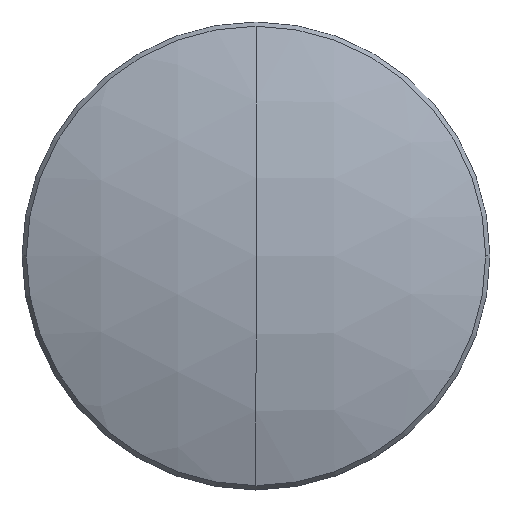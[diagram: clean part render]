
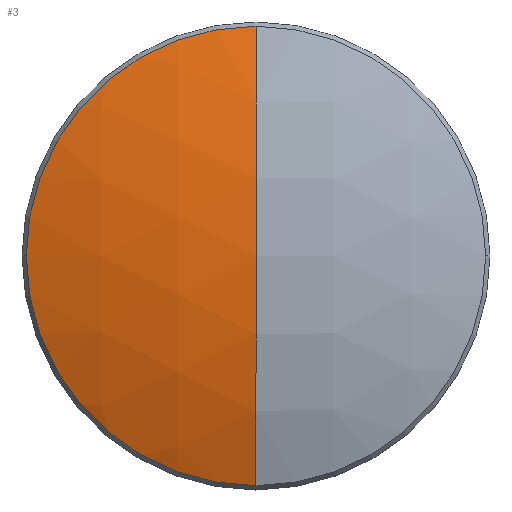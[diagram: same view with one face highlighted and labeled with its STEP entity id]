
A CAD part, top view. The second image highlights one B-rep face of the part: STEP entity #3.
In plain terms, the highlighted spherical face has radius 35.7 mm.
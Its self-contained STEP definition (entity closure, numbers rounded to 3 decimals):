
#3 = ADVANCED_FACE ( 'NONE', ( #7 ), #227, .T. ) ;
#6 = CARTESIAN_POINT ( 'NONE',  ( 0., 0., 1.102 ) ) ;
#7 = FACE_OUTER_BOUND ( 'NONE', #285, .T. ) ;
#14 = ORIENTED_EDGE ( 'NONE', *, *, #91, .T. ) ;
#32 = DIRECTION ( 'NONE',  ( -1., 0., 0. ) ) ;
#44 = DIRECTION ( 'NONE',  ( 0., 0., -1. ) ) ;
#57 = EDGE_CURVE ( 'NONE', #103, #83, #234, .T. ) ;
#62 = VERTEX_POINT ( 'NONE', #284 ) ;
#83 = VERTEX_POINT ( 'NONE', #92 ) ;
#84 = AXIS2_PLACEMENT_3D ( 'NONE', #116, #157, #44 ) ;
#85 = EDGE_CURVE ( 'NONE', #102, #62, #155, .T. ) ;
#90 = DIRECTION ( 'NONE',  ( 0., 1., 0. ) ) ;
#91 = EDGE_CURVE ( 'NONE', #62, #83, #110, .T. ) ;
#92 = CARTESIAN_POINT ( 'NONE',  ( 0., 0., 3.35 ) ) ;
#102 = VERTEX_POINT ( 'NONE', #328 ) ;
#103 = VERTEX_POINT ( 'NONE', #196 ) ;
#107 = CARTESIAN_POINT ( 'NONE',  ( 0., 0., -32.35 ) ) ;
#110 = CIRCLE ( 'NONE', #228, 35.7 ) ;
#116 = CARTESIAN_POINT ( 'NONE',  ( 0., 0., -32.35 ) ) ;
#125 = ORIENTED_EDGE ( 'NONE', *, *, #286, .T. ) ;
#131 = DIRECTION ( 'NONE',  ( 0., 0., 1. ) ) ;
#142 = DIRECTION ( 'NONE',  ( -1., 0., 0. ) ) ;
#150 = AXIS2_PLACEMENT_3D ( 'NONE', #290, #250, #142 ) ;
#153 = ORIENTED_EDGE ( 'NONE', *, *, #57, .F. ) ;
#155 = CIRCLE ( 'NONE', #237, 12.467 ) ;
#157 = DIRECTION ( 'NONE',  ( 1., 0., 0. ) ) ;
#168 = CIRCLE ( 'NONE', #150, 12.467 ) ;
#175 = DIRECTION ( 'NONE',  ( -1., 0., 0. ) ) ;
#194 = ORIENTED_EDGE ( 'NONE', *, *, #85, .T. ) ;
#196 = CARTESIAN_POINT ( 'NONE',  ( 0., 12.467, 1.102 ) ) ;
#213 = AXIS2_PLACEMENT_3D ( 'NONE', #107, #175, #90 ) ;
#227 = SPHERICAL_SURFACE ( 'NONE', #213, 35.7 ) ;
#228 = AXIS2_PLACEMENT_3D ( 'NONE', #262, #32, #311 ) ;
#234 = CIRCLE ( 'NONE', #84, 35.7 ) ;
#237 = AXIS2_PLACEMENT_3D ( 'NONE', #6, #131, #337 ) ;
#250 = DIRECTION ( 'NONE',  ( 0., 0., 1. ) ) ;
#262 = CARTESIAN_POINT ( 'NONE',  ( 0., 0., -32.35 ) ) ;
#284 = CARTESIAN_POINT ( 'NONE',  ( 0., -12.467, 1.102 ) ) ;
#285 = EDGE_LOOP ( 'NONE', ( #125, #194, #14, #153 ) ) ;
#286 = EDGE_CURVE ( 'NONE', #103, #102, #168, .T. ) ;
#290 = CARTESIAN_POINT ( 'NONE',  ( 0., 0., 1.102 ) ) ;
#311 = DIRECTION ( 'NONE',  ( 0., -1., 0. ) ) ;
#328 = CARTESIAN_POINT ( 'NONE',  ( -12.467, 0., 1.102 ) ) ;
#337 = DIRECTION ( 'NONE',  ( -1., 0., 0. ) ) ;
